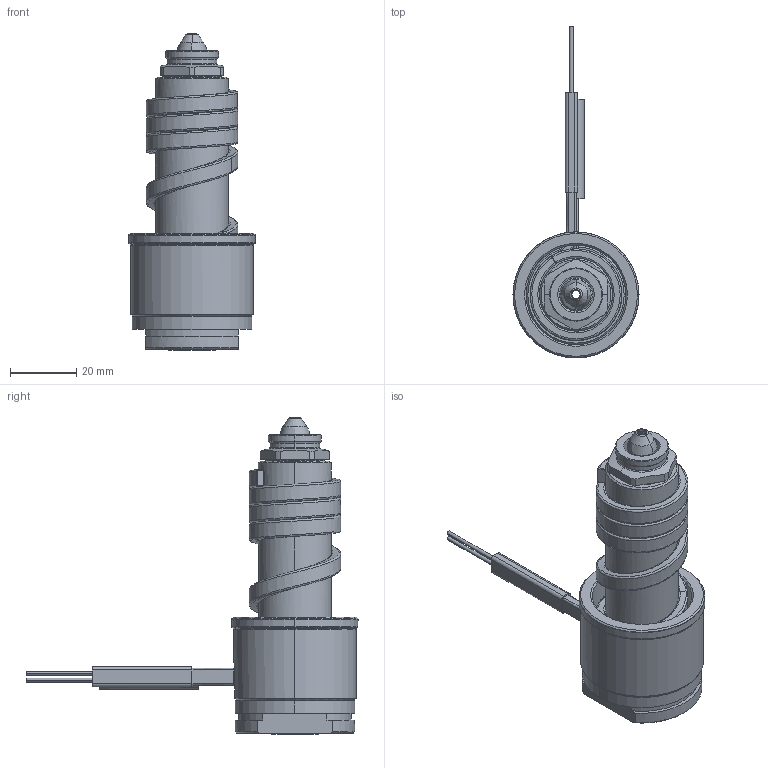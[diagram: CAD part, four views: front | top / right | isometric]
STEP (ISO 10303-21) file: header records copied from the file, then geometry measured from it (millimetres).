
FILE_DESCRIPTION((''),'2;1');
FILE_NAME('LS-96-AKM-N_ASM','2014-06-09T',('Íàòàëüÿ'),('IMID'),'PRO/ENGINEER BY PARAMETRIC TECHNOLOGY CORPORATION, 2010180','PRO/ENGINEER BY PARAMETRIC TECHNOLOGY CORPORATION, 2010180','');
FILE_SCHEMA(('CONFIG_CONTROL_DESIGN'));
Length unit declared in the file: millimetre
Products named in the file (4): PRT0001; PRT0002; ASM0002_ASM; LS-96-AKM-N_ASM
Assembly tree (3 placements, depth 3):
  LS-96-AKM-N_ASM
    ASM0002_ASM
      PRT0001
      PRT0002
Bounding box: 38 x 100 x 95.2 mm (x, y, z)
Volume: 53327.1 mm3; surface area: 26715.7 mm2
Topology: 2 solids, 8 shells, 321 faces, 870 edges, 552 vertices
Faces by surface type: cylinder 118, cone 60, plane 51, bspline 49, torus 30, revolution 9, extrusion 4
Entity records: 16057 total; most frequent: CARTESIAN_POINT 8017, ORIENTED_EDGE 1700, DIRECTION 1655, EDGE_CURVE 862, AXIS2_PLACEMENT_3D 684, VERTEX_POINT 552, CIRCLE 414, EDGE_LOOP 346
